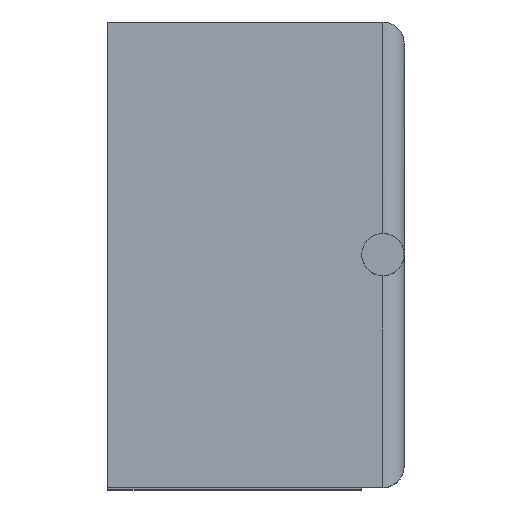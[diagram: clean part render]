
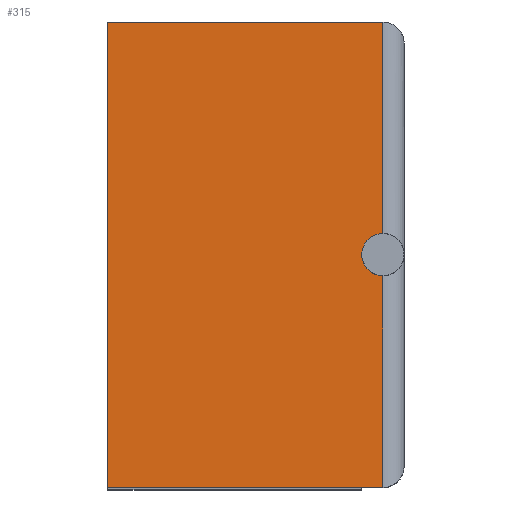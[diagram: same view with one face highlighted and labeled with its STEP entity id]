
A CAD part, top view. The second image highlights one B-rep face of the part: STEP entity #315.
In plain terms, the highlighted planar face has unit normal (0, 0, 1).
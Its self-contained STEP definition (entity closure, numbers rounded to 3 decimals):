
#23 = VECTOR ( 'NONE', #771, 1000. ) ;
#28 = CARTESIAN_POINT ( 'NONE',  ( 6., 0., 35. ) ) ;
#31 = ORIENTED_EDGE ( 'NONE', *, *, #1251, .T. ) ;
#52 = ORIENTED_EDGE ( 'NONE', *, *, #1156, .F. ) ;
#82 = VECTOR ( 'NONE', #1146, 1000. ) ;
#87 = DIRECTION ( 'NONE',  ( 0., 0., -1. ) ) ;
#153 = LINE ( 'NONE', #498, #82 ) ;
#178 = VERTEX_POINT ( 'NONE', #625 ) ;
#186 = VECTOR ( 'NONE', #629, 1000. ) ;
#217 = ORIENTED_EDGE ( 'NONE', *, *, #588, .T. ) ;
#261 = ORIENTED_EDGE ( 'NONE', *, *, #1150, .T. ) ;
#264 = AXIS2_PLACEMENT_3D ( 'NONE', #756, #87, #769 ) ;
#269 = DIRECTION ( 'NONE',  ( -1., 0., 0. ) ) ;
#315 = ADVANCED_FACE ( 'NONE', ( #1055 ), #935, .F. ) ;
#326 = LINE ( 'NONE', #1197, #1217 ) ;
#401 = ORIENTED_EDGE ( 'NONE', *, *, #961, .T. ) ;
#470 = LINE ( 'NONE', #1050, #186 ) ;
#498 = CARTESIAN_POINT ( 'NONE',  ( 7., 11., 35. ) ) ;
#507 = CIRCLE ( 'NONE', #264, 1. ) ;
#574 = DIRECTION ( 'NONE',  ( 0., 0., -1. ) ) ;
#577 = VERTEX_POINT ( 'NONE', #824 ) ;
#581 = CARTESIAN_POINT ( 'NONE',  ( 7., 11., 35. ) ) ;
#588 = EDGE_CURVE ( 'NONE', #577, #178, #153, .T. ) ;
#624 = CARTESIAN_POINT ( 'NONE',  ( -6., -11., 35. ) ) ;
#625 = CARTESIAN_POINT ( 'NONE',  ( 7., -1., 35. ) ) ;
#627 = AXIS2_PLACEMENT_3D ( 'NONE', #909, #574, #1339 ) ;
#629 = DIRECTION ( 'NONE',  ( 0., 1., 0. ) ) ;
#711 = VERTEX_POINT ( 'NONE', #1134 ) ;
#756 = CARTESIAN_POINT ( 'NONE',  ( 7., 0., 35. ) ) ;
#769 = DIRECTION ( 'NONE',  ( -1., 0., 0. ) ) ;
#771 = DIRECTION ( 'NONE',  ( 1., 0., 0. ) ) ;
#785 = EDGE_CURVE ( 'NONE', #1394, #577, #915, .T. ) ;
#802 = DIRECTION ( 'NONE',  ( 0., 0., -1. ) ) ;
#824 = CARTESIAN_POINT ( 'NONE',  ( 7., -11., 35. ) ) ;
#844 = CARTESIAN_POINT ( 'NONE',  ( 7., 1., 35. ) ) ;
#847 = VERTEX_POINT ( 'NONE', #28 ) ;
#876 = CARTESIAN_POINT ( 'NONE',  ( -6., -11., 35. ) ) ;
#909 = CARTESIAN_POINT ( 'NONE',  ( 7., 0., 35. ) ) ;
#915 = LINE ( 'NONE', #876, #23 ) ;
#933 = VECTOR ( 'NONE', #1305, 1000. ) ;
#935 = PLANE ( 'NONE',  #1279 ) ;
#940 = EDGE_LOOP ( 'NONE', ( #217, #401, #31, #1328, #52, #261, #1278 ) ) ;
#948 = CIRCLE ( 'NONE', #627, 1. ) ;
#961 = EDGE_CURVE ( 'NONE', #178, #847, #948, .T. ) ;
#1050 = CARTESIAN_POINT ( 'NONE',  ( 7., 11., 35. ) ) ;
#1055 = FACE_OUTER_BOUND ( 'NONE', #940, .T. ) ;
#1060 = VERTEX_POINT ( 'NONE', #581 ) ;
#1134 = CARTESIAN_POINT ( 'NONE',  ( -6., 11., 35. ) ) ;
#1146 = DIRECTION ( 'NONE',  ( 0., 1., 0. ) ) ;
#1150 = EDGE_CURVE ( 'NONE', #711, #1394, #326, .T. ) ;
#1156 = EDGE_CURVE ( 'NONE', #711, #1060, #1321, .T. ) ;
#1189 = DIRECTION ( 'NONE',  ( 0., -1., 0. ) ) ;
#1197 = CARTESIAN_POINT ( 'NONE',  ( -6., 11., 35. ) ) ;
#1217 = VECTOR ( 'NONE', #1189, 1000. ) ;
#1251 = EDGE_CURVE ( 'NONE', #847, #1335, #507, .T. ) ;
#1254 = CARTESIAN_POINT ( 'NONE',  ( -6., 11., 35. ) ) ;
#1278 = ORIENTED_EDGE ( 'NONE', *, *, #785, .T. ) ;
#1279 = AXIS2_PLACEMENT_3D ( 'NONE', #1254, #802, #269 ) ;
#1298 = CARTESIAN_POINT ( 'NONE',  ( -6., 11., 35. ) ) ;
#1305 = DIRECTION ( 'NONE',  ( 1., 0., 0. ) ) ;
#1321 = LINE ( 'NONE', #1298, #933 ) ;
#1328 = ORIENTED_EDGE ( 'NONE', *, *, #1369, .T. ) ;
#1335 = VERTEX_POINT ( 'NONE', #844 ) ;
#1339 = DIRECTION ( 'NONE',  ( -1., 0., 0. ) ) ;
#1369 = EDGE_CURVE ( 'NONE', #1335, #1060, #470, .T. ) ;
#1394 = VERTEX_POINT ( 'NONE', #624 ) ;
